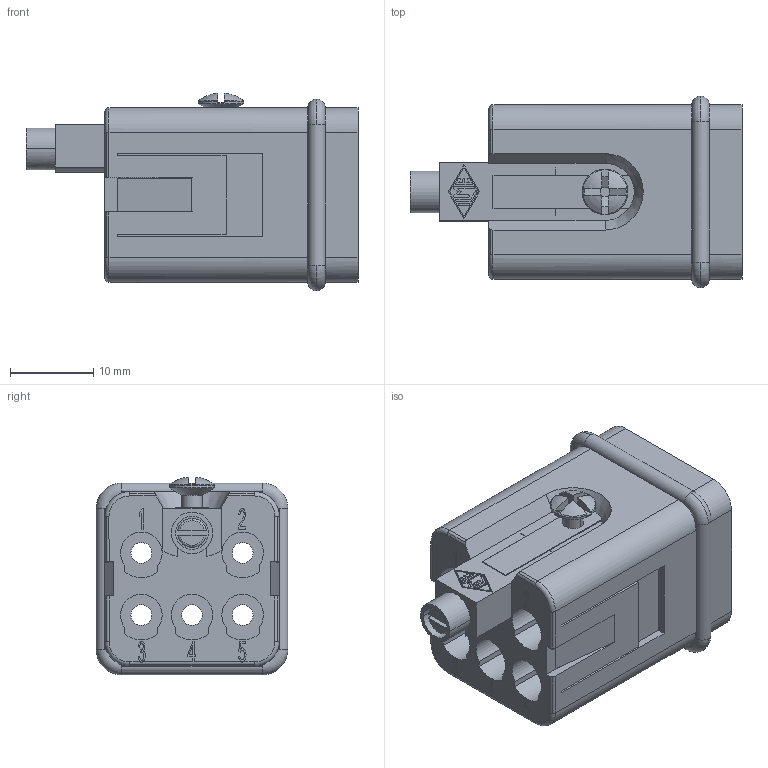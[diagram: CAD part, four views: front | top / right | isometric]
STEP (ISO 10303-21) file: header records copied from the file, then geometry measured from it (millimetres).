
FILE_DESCRIPTION((''),'2;1');
FILE_NAME('CQM 05.stp','2006-12-05T08:05:07',('gembarski'),(''),'Autodesk Inventor 7','Autodesk Inventor 7','');
FILE_SCHEMA(('AUTOMOTIVE_DESIGN { 1 0 10303 214 1 1 1 1 }'));
Length unit declared in the file: millimetre
Products named in the file (1): CQM 05
Bounding box: 40 x 23.1 x 23.81 mm (x, y, z)
Volume: 8298.9 mm3; surface area: 6737.7 mm2
Topology: 1 solids, 1 shells, 488 faces, 1373 edges, 898 vertices
Faces by surface type: plane 246, cylinder 120, bspline 91, torus 24, sphere 4, cone 3
Entity records: 16514 total; most frequent: CARTESIAN_POINT 4188, ORIENTED_EDGE 2746, DIRECTION 2293, EDGE_CURVE 1373, VERTEX_POINT 898, VECTOR 863, LINE 863, AXIS2_PLACEMENT_3D 715
